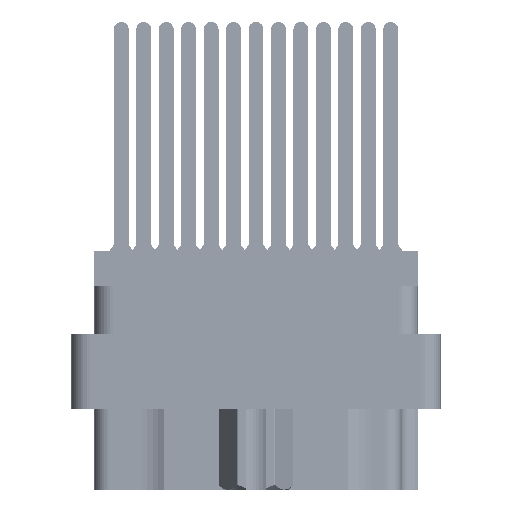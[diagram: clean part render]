
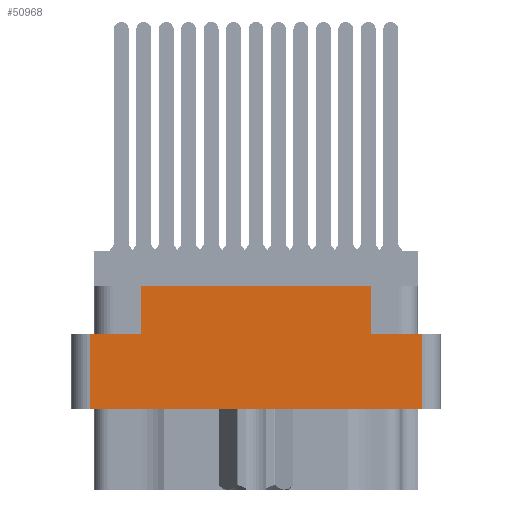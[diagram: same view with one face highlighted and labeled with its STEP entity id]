
A CAD part, left-side view. The second image highlights one B-rep face of the part: STEP entity #50968.
In plain terms, the highlighted planar face has unit normal (-1, 0, 0).
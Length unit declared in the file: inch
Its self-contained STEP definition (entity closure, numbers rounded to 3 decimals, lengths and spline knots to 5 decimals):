
#897 = VERTEX_POINT ( 'NONE', #40542 ) ;
#1221 = DIRECTION ( 'NONE',  ( 0., 1., 0. ) ) ;
#1552 = CARTESIAN_POINT ( 'NONE',  ( -1.359, -0.555, -0.798 ) ) ;
#2552 = VECTOR ( 'NONE', #68029, 39.37008 ) ;
#4387 = LINE ( 'NONE', #34931, #14485 ) ;
#8729 = DIRECTION ( 'NONE',  ( -1., 0., 0. ) ) ;
#9358 = VERTEX_POINT ( 'NONE', #71677 ) ;
#10288 = ORIENTED_EDGE ( 'NONE', *, *, #27172, .T. ) ;
#10723 = VERTEX_POINT ( 'NONE', #53648 ) ;
#11640 = VECTOR ( 'NONE', #1221, 39.37008 ) ;
#12937 = LINE ( 'NONE', #33507, #46356 ) ;
#13667 = LINE ( 'NONE', #46721, #11640 ) ;
#14485 = VECTOR ( 'NONE', #79953, 39.37008 ) ;
#17227 = ORIENTED_EDGE ( 'NONE', *, *, #50049, .F. ) ;
#17397 = CARTESIAN_POINT ( 'NONE',  ( -1.359, -0.555, -0.529 ) ) ;
#17592 = VERTEX_POINT ( 'NONE', #17397 ) ;
#19116 = EDGE_LOOP ( 'NONE', ( #17227, #29756, #65759, #10288, #25399, #74862, #19299, #22550 ) ) ;
#19120 = DIRECTION ( 'NONE',  ( 0., 0., -1. ) ) ;
#19299 = ORIENTED_EDGE ( 'NONE', *, *, #55051, .F. ) ;
#20645 = VERTEX_POINT ( 'NONE', #82701 ) ;
#21422 = FACE_OUTER_BOUND ( 'NONE', #19116, .T. ) ;
#21767 = CARTESIAN_POINT ( 'NONE',  ( -1.359, -0.617, -0.798 ) ) ;
#22550 = ORIENTED_EDGE ( 'NONE', *, *, #37593, .F. ) ;
#22612 = PLANE ( 'NONE',  #36454 ) ;
#22782 = LINE ( 'NONE', #66907, #2552 ) ;
#25399 = ORIENTED_EDGE ( 'NONE', *, *, #46155, .F. ) ;
#27172 = EDGE_CURVE ( 'NONE', #17592, #58373, #58985, .T. ) ;
#29756 = ORIENTED_EDGE ( 'NONE', *, *, #72775, .T. ) ;
#33507 = CARTESIAN_POINT ( 'NONE',  ( -1.359, 0., -0.277 ) ) ;
#34931 = CARTESIAN_POINT ( 'NONE',  ( -1.359, -0.3825, -0.277 ) ) ;
#36454 = AXIS2_PLACEMENT_3D ( 'NONE', #21767, #8729, #79811 ) ;
#37593 = EDGE_CURVE ( 'NONE', #62016, #20645, #68256, .T. ) ;
#40542 = CARTESIAN_POINT ( 'NONE',  ( -1.359, -0.3825, -0.277 ) ) ;
#41850 = VECTOR ( 'NONE', #52950, 39.37008 ) ;
#42165 = LINE ( 'NONE', #78020, #74376 ) ;
#42366 = EDGE_CURVE ( 'NONE', #17592, #57741, #13667, .T. ) ;
#42799 = VECTOR ( 'NONE', #56326, 39.37008 ) ;
#46155 = EDGE_CURVE ( 'NONE', #897, #58373, #12937, .T. ) ;
#46356 = VECTOR ( 'NONE', #51805, 39.37008 ) ;
#46721 = CARTESIAN_POINT ( 'NONE',  ( -1.359, 0., -0.529 ) ) ;
#47528 = CARTESIAN_POINT ( 'NONE',  ( -1.359, 0.3825, -0.277 ) ) ;
#50049 = EDGE_CURVE ( 'NONE', #10723, #62016, #80057, .T. ) ;
#50968 = ADVANCED_FACE ( 'NONE', ( #21422 ), #22612, .T. ) ;
#51053 = VECTOR ( 'NONE', #53714, 39.37008 ) ;
#51805 = DIRECTION ( 'NONE',  ( 0., -1., 0. ) ) ;
#52950 = DIRECTION ( 'NONE',  ( 0., 0., 1. ) ) ;
#53648 = CARTESIAN_POINT ( 'NONE',  ( -1.359, 0.555, -0.277 ) ) ;
#53714 = DIRECTION ( 'NONE',  ( 0., 0., 1. ) ) ;
#55051 = EDGE_CURVE ( 'NONE', #20645, #9358, #22782, .T. ) ;
#56036 = CARTESIAN_POINT ( 'NONE',  ( -1.359, 0., -0.277 ) ) ;
#56322 = CARTESIAN_POINT ( 'NONE',  ( -1.359, 0.555, -0.529 ) ) ;
#56326 = DIRECTION ( 'NONE',  ( 0., -1., 0. ) ) ;
#57741 = VERTEX_POINT ( 'NONE', #56322 ) ;
#58373 = VERTEX_POINT ( 'NONE', #67543 ) ;
#58985 = LINE ( 'NONE', #1552, #41850 ) ;
#60579 = CARTESIAN_POINT ( 'NONE',  ( -1.359, 0.3825, -0.277 ) ) ;
#62016 = VERTEX_POINT ( 'NONE', #60579 ) ;
#65759 = ORIENTED_EDGE ( 'NONE', *, *, #42366, .F. ) ;
#66907 = CARTESIAN_POINT ( 'NONE',  ( -1.359, 0.617, -0.117 ) ) ;
#67543 = CARTESIAN_POINT ( 'NONE',  ( -1.359, -0.555, -0.277 ) ) ;
#68029 = DIRECTION ( 'NONE',  ( 0., -1., 0. ) ) ;
#68256 = LINE ( 'NONE', #47528, #51053 ) ;
#71677 = CARTESIAN_POINT ( 'NONE',  ( -1.359, -0.3825, -0.117 ) ) ;
#72775 = EDGE_CURVE ( 'NONE', #10723, #57741, #42165, .T. ) ;
#74376 = VECTOR ( 'NONE', #19120, 39.37008 ) ;
#74862 = ORIENTED_EDGE ( 'NONE', *, *, #80619, .T. ) ;
#78020 = CARTESIAN_POINT ( 'NONE',  ( -1.359, 0.555, -0.798 ) ) ;
#79811 = DIRECTION ( 'NONE',  ( 0., 0., 1. ) ) ;
#79953 = DIRECTION ( 'NONE',  ( 0., 0., 1. ) ) ;
#80057 = LINE ( 'NONE', #56036, #42799 ) ;
#80619 = EDGE_CURVE ( 'NONE', #897, #9358, #4387, .T. ) ;
#82701 = CARTESIAN_POINT ( 'NONE',  ( -1.359, 0.3825, -0.117 ) ) ;
